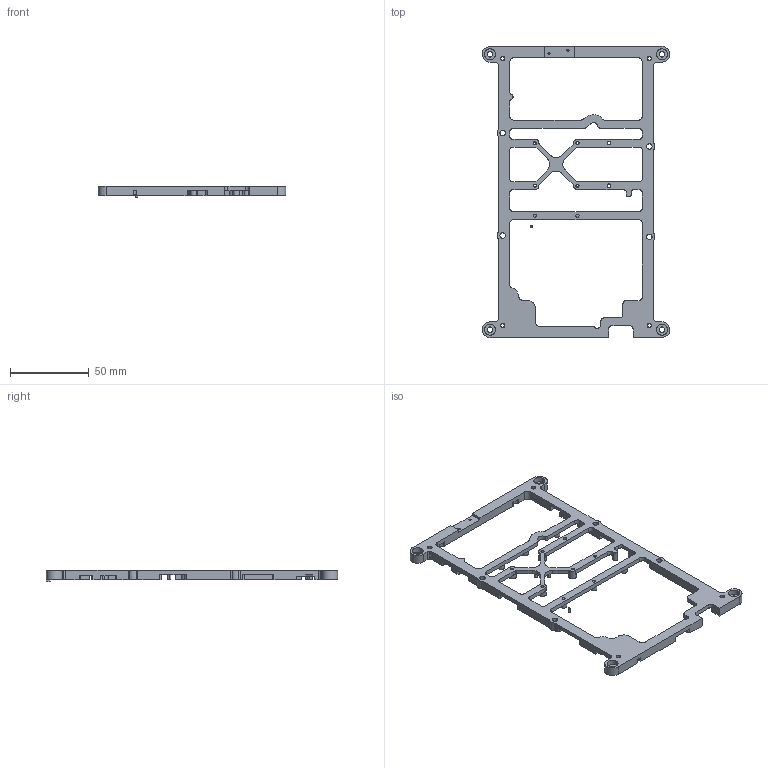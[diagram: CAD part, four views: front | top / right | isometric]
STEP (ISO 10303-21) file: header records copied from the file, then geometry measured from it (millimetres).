
FILE_DESCRIPTION(/* description */ (''),/* implementation_level */ '2;1');
FILE_NAME(/* name */ '50-PK9~1',/* time_stamp */ '2018-12-04T12:27:16+06:00',/* author */ (''),/* organization */ (''),/* preprocessor_version */ 'ST-DEVELOPER v15',/* originating_system */ '',/* authorisation */ '');
FILE_SCHEMA (('AUTOMOTIVE_DESIGN'));
Length unit declared in the file: millimetre
Products named in the file (1): Document
Bounding box: 118.99 x 184.7 x 7.25 mm (x, y, z)
Surface area: 23105.9 mm2 (no closed solid volume)
Topology: 0 solids, 459 shells, 459 faces, 2574 edges, 2630 vertices
Faces by surface type: bspline 250, plane 209
Entity records: 30282 total; most frequent: CARTESIAN_POINT 13600, ORIENTED_EDGE 2502, EDGE_CURVE 2502, VERTEX_POINT 2502, B_SPLINE_CURVE_WITH_KNOTS 1626, EDGE_LOOP 533, COLOUR_RGB 523, PRESENTATION_STYLE_ASSIGNMENT 523
